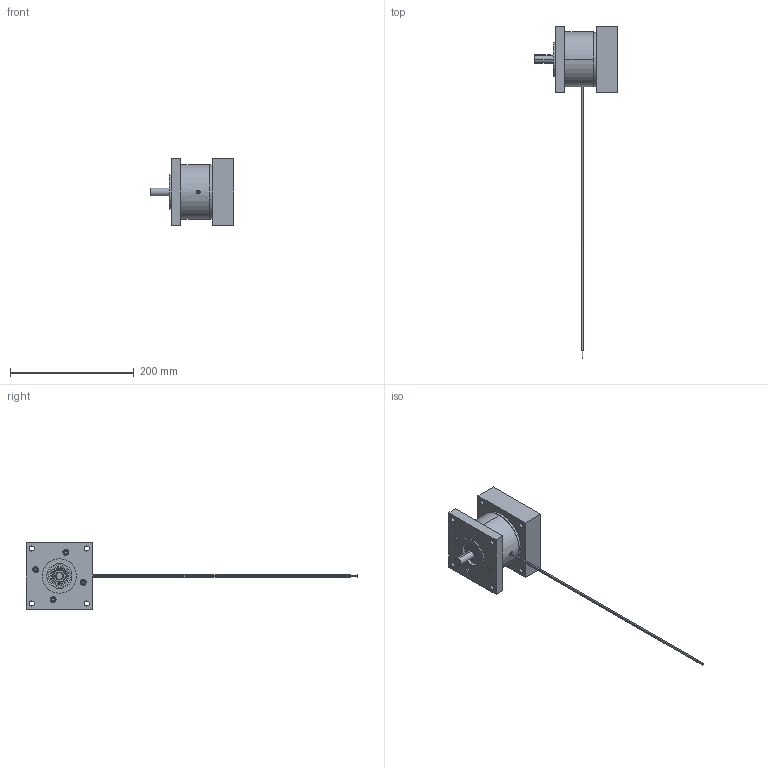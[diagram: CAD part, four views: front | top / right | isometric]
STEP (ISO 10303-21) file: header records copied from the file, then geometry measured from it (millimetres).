
FILE_DESCRIPTION (( 'STEP AP203' ), '1' );
FILE_NAME ('8942-X661.STEP', '2014-09-15T12:42:26', ( 'AIM User' ), ( 'Hewlett-Packard Company' ), 'SwSTEP 2.0', 'SolidWorks 2012', '' );
FILE_SCHEMA (( 'CONFIG_CONTROL_DESIGN' ));
Length unit declared in the file: inch
Products named in the file (1): 8942-X661
Bounding box: 135.39 x 536.58 x 107.95 mm (x, y, z)
Surface area: 105968.8 mm2 (no closed solid volume)
Topology: 0 solids, 24 shells, 194 faces, 615 edges, 427 vertices
Faces by surface type: plane 82, cylinder 75, cone 34, torus 3
Entity records: 7769 total; most frequent: CARTESIAN_POINT 2249, DIRECTION 1183, ORIENTED_EDGE 960, EDGE_CURVE 615, AXIS2_PLACEMENT_3D 451, VERTEX_POINT 427, VECTOR 281, LINE 281
